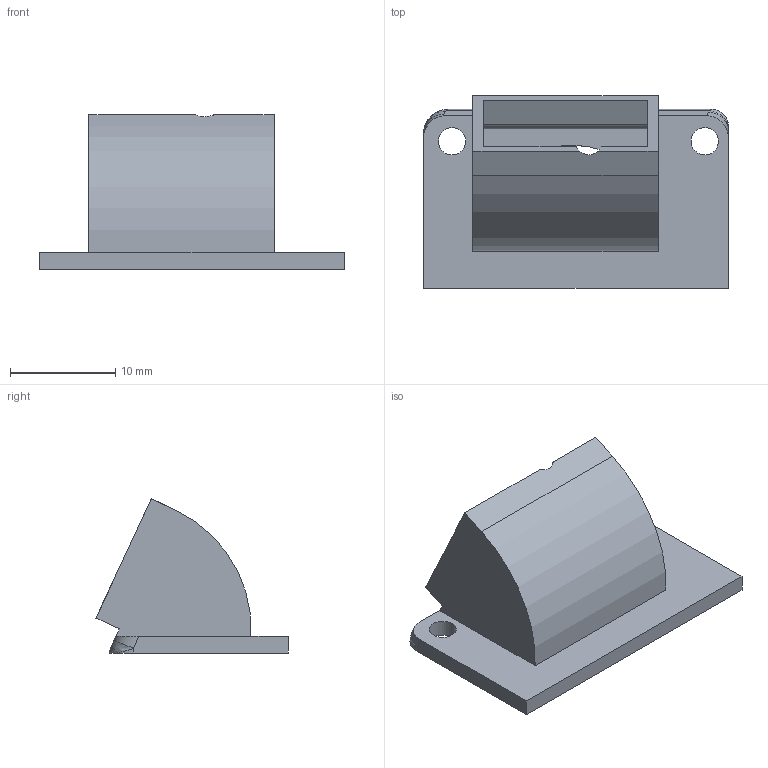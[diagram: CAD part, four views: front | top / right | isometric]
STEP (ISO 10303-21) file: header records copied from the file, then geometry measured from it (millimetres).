
FILE_DESCRIPTION(('HOOPS Exchange Step'),'2;1');
FILE_NAME('temp_export.step','2020-04-24T21:50:19+19:00',('mobile'),('Shapr3D Limited'),'HOOPS Exchange 2018.1','Shapr3D','Authorized');
FILE_SCHEMA( ('AP203_CONFIGURATION_CONTROLLED_3D_DESIGN_OF_MECHANICAL_PARTS_AND_ASSEMBLIES_MIM_LF') );
Length unit declared in the file: millimetre
Products named in the file (1): Dragon Duct Adapter
Bounding box: 29 x 18.27 x 14.66 mm (x, y, z)
Volume: 1126.4 mm3; surface area: 2099.5 mm2
Topology: 1 solids, 1 shells, 41 faces, 115 edges, 76 vertices
Faces by surface type: plane 24, cylinder 13, bspline 4
Full cylindrical faces by diameter (mm): 2.6 x2
Entity records: 2040 total; most frequent: CARTESIAN_POINT 936, ORIENTED_EDGE 228, DIRECTION 219, EDGE_CURVE 114, VERTEX_POINT 76, VECTOR 75, LINE 75, AXIS2_PLACEMENT_3D 72
